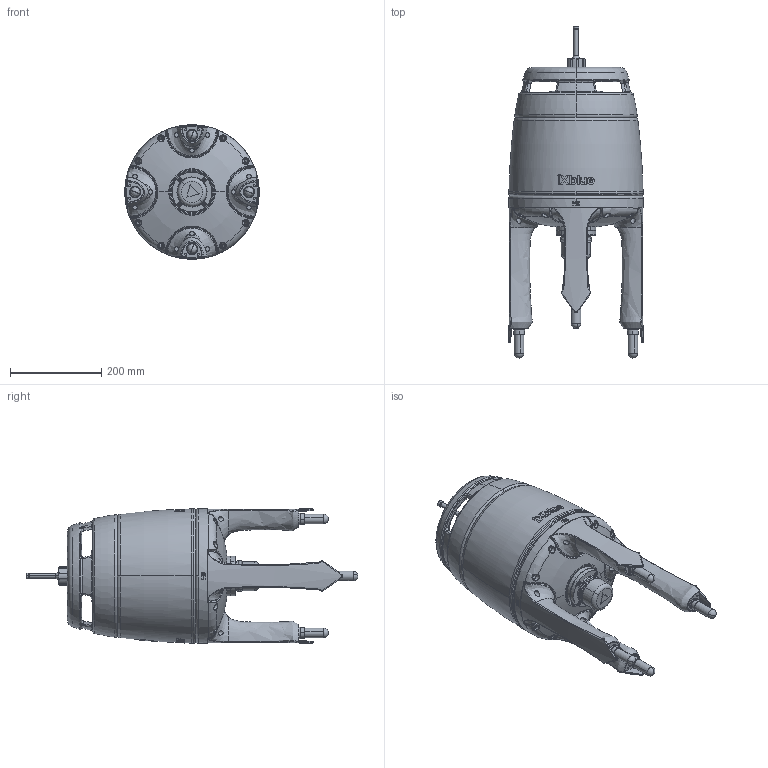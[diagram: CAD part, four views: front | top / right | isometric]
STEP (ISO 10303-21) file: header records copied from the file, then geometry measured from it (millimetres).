
FILE_DESCRIPTION (( 'STEP AP214' ), '1' );
FILE_NAME ('PAA00269-C_00.STEP', '2020-10-20T08:06:56', ( '' ), ( '' ), 'SwSTEP 2.0', 'SolidWorks 2018', '' );
FILE_SCHEMA (( 'AUTOMOTIVE_DESIGN' ));
Length unit declared in the file: millimetre
Products named in the file (1): PAA00269-C_00
Bounding box: 296.29 x 728.8 x 296.29 mm (x, y, z)
Surface area: 795125.1 mm2 (no closed solid volume)
Topology: 0 solids, 108 shells, 727 faces, 2496 edges, 1810 vertices
Faces by surface type: cylinder 207, bspline 202, torus 117, plane 111, cone 64, sphere 26
Entity records: 120893 total; most frequent: CARTESIAN_POINT 93502, ORIENTED_EDGE 3794, DIRECTION 3680, EDGE_CURVE 2483, VERTEX_POINT 1806, AXIS2_PLACEMENT_3D 1618, CIRCLE 1092, B_SPLINE_CURVE_WITH_KNOTS 919
